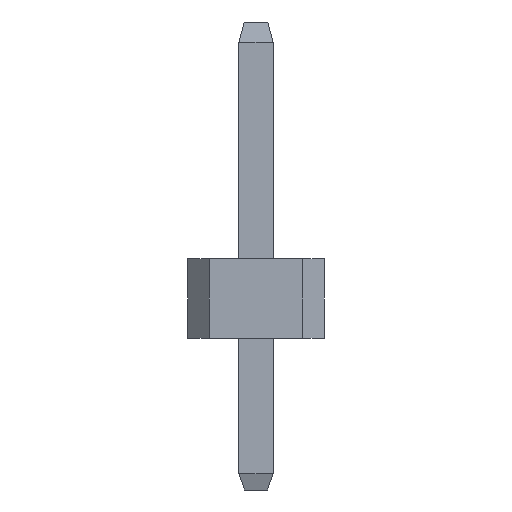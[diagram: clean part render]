
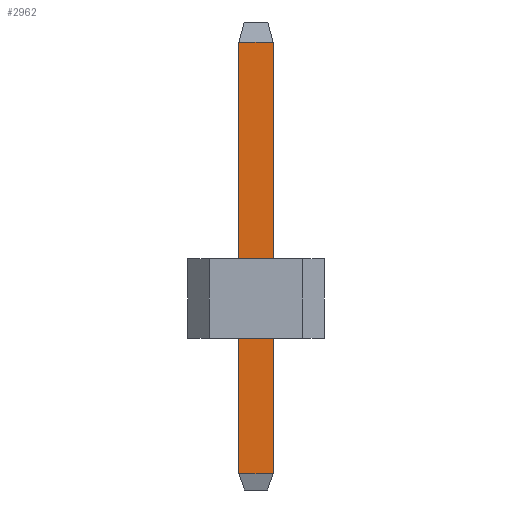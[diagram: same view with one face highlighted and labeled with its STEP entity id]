
A CAD part, left-side view. The second image highlights one B-rep face of the part: STEP entity #2962.
In plain terms, the highlighted planar face has unit normal (-1, 0, 0).
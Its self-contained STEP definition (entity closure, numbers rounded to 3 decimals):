
#50=FACE_OUTER_BOUND('',#242,.T.);
#242=EDGE_LOOP('',(#1953,#1954,#1955,#1956));
#431=LINE('',#4180,#847);
#441=LINE('',#4199,#857);
#444=LINE('',#4205,#860);
#445=LINE('',#4206,#861);
#847=VECTOR('',#3376,10.);
#857=VECTOR('',#3394,10.);
#860=VECTOR('',#3399,10.);
#861=VECTOR('',#3400,10.);
#1263=VERTEX_POINT('',#4177);
#1264=VERTEX_POINT('',#4179);
#1269=VERTEX_POINT('',#4198);
#1271=VERTEX_POINT('',#4204);
#1519=EDGE_CURVE('',#1263,#1264,#431,.T.);
#1529=EDGE_CURVE('',#1264,#1269,#441,.T.);
#1532=EDGE_CURVE('',#1263,#1271,#444,.T.);
#1533=EDGE_CURVE('',#1269,#1271,#445,.T.);
#1953=ORIENTED_EDGE('',*,*,#1519,.F.);
#1954=ORIENTED_EDGE('',*,*,#1532,.T.);
#1955=ORIENTED_EDGE('',*,*,#1533,.F.);
#1956=ORIENTED_EDGE('',*,*,#1529,.F.);
#2770=PLANE('',#3183);
#2962=ADVANCED_FACE('',(#50),#2770,.T.);
#3183=AXIS2_PLACEMENT_3D('',#4203,#3397,#3398);
#3376=DIRECTION('',(0.,1.,0.));
#3394=DIRECTION('',(0.,0.,1.));
#3397=DIRECTION('center_axis',(-1.,0.,0.));
#3398=DIRECTION('ref_axis',(0.,-1.,0.));
#3399=DIRECTION('',(0.,0.,1.));
#3400=DIRECTION('',(0.,-1.,0.));
#4177=CARTESIAN_POINT('',(0.,0.,0.3));
#4179=CARTESIAN_POINT('',(0.,0.64,0.3));
#4180=CARTESIAN_POINT('',(0.,0.48,0.3));
#4198=CARTESIAN_POINT('',(0.,0.64,8.327));
#4199=CARTESIAN_POINT('',(0.,0.64,0.));
#4203=CARTESIAN_POINT('Origin',(0.,0.64,0.));
#4204=CARTESIAN_POINT('',(0.,0.,8.327));
#4205=CARTESIAN_POINT('',(0.,0.,0.));
#4206=CARTESIAN_POINT('',(0.,0.48,8.327));
